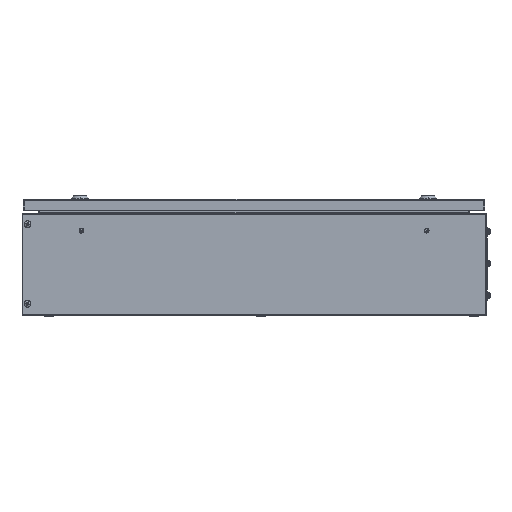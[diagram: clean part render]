
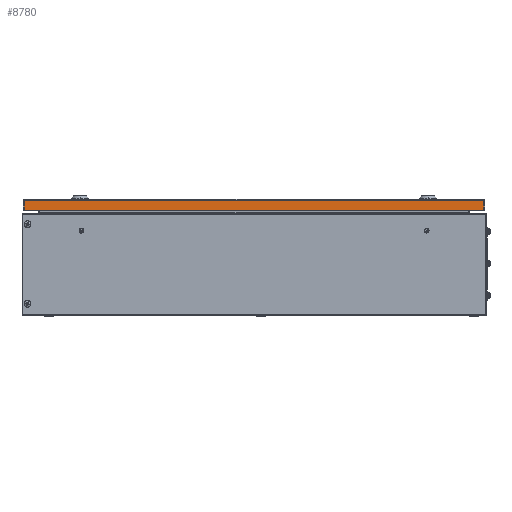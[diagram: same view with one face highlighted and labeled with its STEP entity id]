
A CAD part, left-side view. The second image highlights one B-rep face of the part: STEP entity #8780.
In plain terms, the highlighted planar face has unit normal (-1, 0, 0).
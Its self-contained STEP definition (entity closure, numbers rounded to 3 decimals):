
#874 = VECTOR ( 'NONE', #67336, 1000. ) ;
#3004 = LINE ( 'NONE', #86482, #37098 ) ;
#4193 = DIRECTION ( 'NONE',  ( 0., 0., 1. ) ) ;
#4524 = CARTESIAN_POINT ( 'NONE',  ( -197.547, 795.929, 197.899 ) ) ;
#6960 = VERTEX_POINT ( 'NONE', #52228 ) ;
#8780 = ADVANCED_FACE ( 'NONE', ( #20747 ), #114460, .F. ) ;
#19839 = EDGE_CURVE ( 'NONE', #93174, #6960, #74564, .T. ) ;
#20747 = FACE_OUTER_BOUND ( 'NONE', #110696, .T. ) ;
#24121 = ORIENTED_EDGE ( 'NONE', *, *, #24945, .F. ) ;
#24795 = CARTESIAN_POINT ( 'NONE',  ( -197.547, 4.071, 197.899 ) ) ;
#24945 = EDGE_CURVE ( 'NONE', #104918, #6960, #45792, .T. ) ;
#27459 = ORIENTED_EDGE ( 'NONE', *, *, #19839, .T. ) ;
#32007 = DIRECTION ( 'NONE',  ( 0., 1., 0. ) ) ;
#37098 = VECTOR ( 'NONE', #4193, 1000. ) ;
#39997 = DIRECTION ( 'NONE',  ( 1., 0., 0. ) ) ;
#45792 = LINE ( 'NONE', #108876, #106053 ) ;
#48146 = CARTESIAN_POINT ( 'NONE',  ( -197.547, 2.5, 180.999 ) ) ;
#50192 = CARTESIAN_POINT ( 'NONE',  ( -197.547, 2.5, 199.999 ) ) ;
#52228 = CARTESIAN_POINT ( 'NONE',  ( -197.547, 4.071, 180.999 ) ) ;
#62518 = ORIENTED_EDGE ( 'NONE', *, *, #87219, .T. ) ;
#62617 = DIRECTION ( 'NONE',  ( 0., 0., -1. ) ) ;
#64486 = VECTOR ( 'NONE', #32007, 1000. ) ;
#66415 = DIRECTION ( 'NONE',  ( 0., 0., -1. ) ) ;
#66857 = LINE ( 'NONE', #86644, #64486 ) ;
#67336 = DIRECTION ( 'NONE',  ( 0., -1., 0. ) ) ;
#74564 = LINE ( 'NONE', #48146, #874 ) ;
#86482 = CARTESIAN_POINT ( 'NONE',  ( -197.547, 795.929, 199.999 ) ) ;
#86644 = CARTESIAN_POINT ( 'NONE',  ( -197.547, 4.071, 197.899 ) ) ;
#87219 = EDGE_CURVE ( 'NONE', #104918, #88280, #66857, .T. ) ;
#88280 = VERTEX_POINT ( 'NONE', #4524 ) ;
#89831 = EDGE_CURVE ( 'NONE', #93174, #88280, #3004, .T. ) ;
#93174 = VERTEX_POINT ( 'NONE', #103732 ) ;
#94508 = AXIS2_PLACEMENT_3D ( 'NONE', #50192, #39997, #66415 ) ;
#103732 = CARTESIAN_POINT ( 'NONE',  ( -197.547, 795.929, 180.999 ) ) ;
#104918 = VERTEX_POINT ( 'NONE', #24795 ) ;
#106053 = VECTOR ( 'NONE', #62617, 1000. ) ;
#107536 = ORIENTED_EDGE ( 'NONE', *, *, #89831, .F. ) ;
#108876 = CARTESIAN_POINT ( 'NONE',  ( -197.547, 4.071, 210.249 ) ) ;
#110696 = EDGE_LOOP ( 'NONE', ( #24121, #62518, #107536, #27459 ) ) ;
#114460 = PLANE ( 'NONE',  #94508 ) ;
